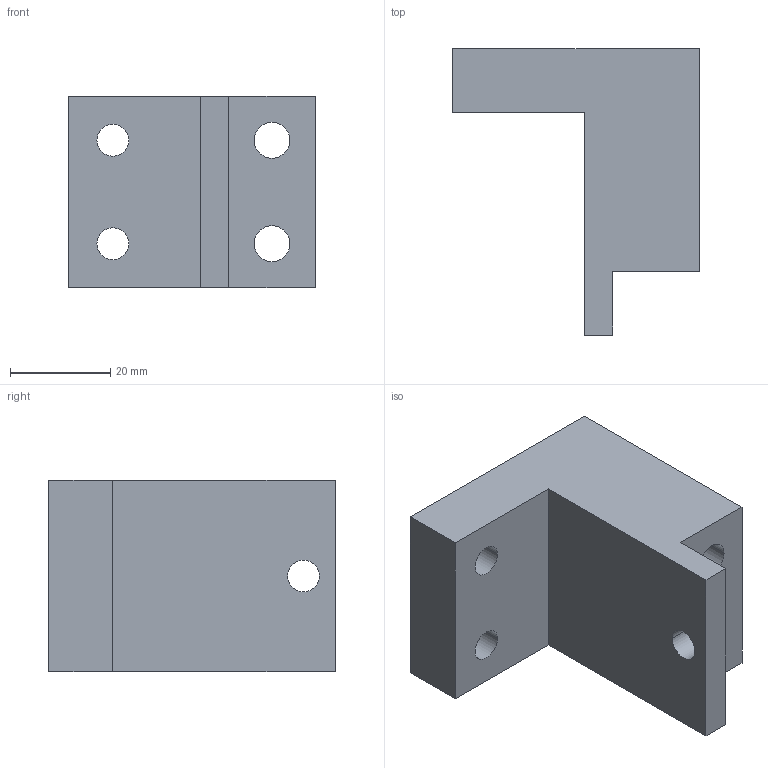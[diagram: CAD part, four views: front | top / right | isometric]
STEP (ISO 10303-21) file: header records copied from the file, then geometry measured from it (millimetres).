
FILE_DESCRIPTION(('produced by SPATIAL CORP'),'2;1');
FILE_NAME( 'spacer_66.prt.hh.sat.stp','2002-04-19T11:22:04+00:00',('SPATIAL CORP'),('SPATIAL CORP'),'ACIS STEP Husk','http://www.spatial.com','SPATIAL CORP' );
FILE_SCHEMA(('CONFIG_CONTROL_DESIGN'));
Length unit declared in the file: millimetre
Products named in the file (1): PRODUCT_ID_1
Bounding box: 49.2 x 57.15 x 38.1 mm (x, y, z)
Volume: 46202.1 mm3; surface area: 14350.2 mm2
Topology: 1 solids, 1 shells, 35 faces, 84 edges, 56 vertices
Faces by surface type: cylinder 20, plane 15
Entity records: 1143 total; most frequent: DIRECTION 194, CARTESIAN_POINT 175, ORIENTED_EDGE 168, EDGE_CURVE 84, AXIS2_PLACEMENT_3D 75, VERTEX_POINT 56, EDGE_LOOP 50, FACE_BOUND 50
